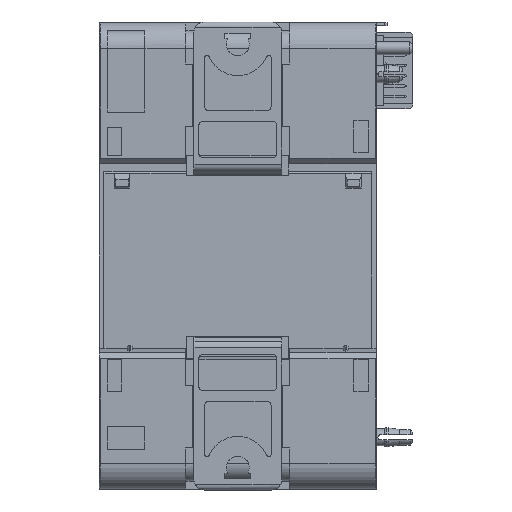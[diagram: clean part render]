
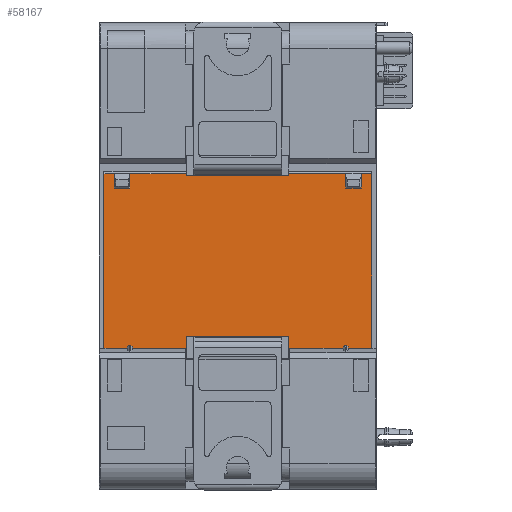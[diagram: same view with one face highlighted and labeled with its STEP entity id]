
A CAD part, front view. The second image highlights one B-rep face of the part: STEP entity #58167.
In plain terms, the highlighted planar face has unit normal (0, -1, 0).
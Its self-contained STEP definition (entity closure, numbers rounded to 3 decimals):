
#29374=DIRECTION('',(-1.,0.,0.));
#29375=VECTOR('',#29374,0.15);
#29376=CARTESIAN_POINT('',(-9.85,5.6,-19.425));
#29377=LINE('',#29376,#29375);
#29381=DIRECTION('',(0.,0.,1.));
#29382=VECTOR('',#29381,1.625);
#29383=CARTESIAN_POINT('',(-10.,5.6,-19.425));
#29384=LINE('',#29383,#29382);
#29388=DIRECTION('',(-1.,0.,0.));
#29389=VECTOR('',#29388,10.3);
#29390=CARTESIAN_POINT('',(-10.,5.6,-17.8));
#29391=LINE('',#29390,#29389);
#29395=DIRECTION('',(0.,0.,1.));
#29396=VECTOR('',#29395,0.286);
#29397=CARTESIAN_POINT('',(-20.3,5.6,-17.8));
#29398=LINE('',#29397,#29396);
#29402=DIRECTION('',(-1.,0.,0.));
#29403=VECTOR('',#29402,0.399);
#29404=CARTESIAN_POINT('',(-20.6,5.6,-17.2));
#29405=LINE('',#29404,#29403);
#29409=DIRECTION('',(0.,0.,1.));
#29410=VECTOR('',#29409,0.286);
#29411=CARTESIAN_POINT('',(-21.3,5.6,-17.8));
#29412=LINE('',#29411,#29410);
#29416=DIRECTION('',(-1.,0.,0.));
#29417=VECTOR('',#29416,4.5);
#29418=CARTESIAN_POINT('',(-21.3,5.6,-17.8));
#29419=LINE('',#29418,#29417);
#29423=DIRECTION('',(0.,0.,-1.));
#29424=VECTOR('',#29423,33.7);
#29425=CARTESIAN_POINT('',(-25.8,5.6,15.9));
#29426=LINE('',#29425,#29424);
#29430=DIRECTION('',(1.,0.,0.));
#29431=VECTOR('',#29430,2.);
#29432=CARTESIAN_POINT('',(-25.8,5.6,15.9));
#29433=LINE('',#29432,#29431);
#29437=DIRECTION('',(0.,0.,-1.));
#29438=VECTOR('',#29437,2.8);
#29439=CARTESIAN_POINT('',(-23.8,5.6,15.9));
#29440=LINE('',#29439,#29438);
#29444=DIRECTION('',(1.,0.,0.));
#29445=VECTOR('',#29444,3.);
#29446=CARTESIAN_POINT('',(-23.8,5.6,13.1));
#29447=LINE('',#29446,#29445);
#29451=DIRECTION('',(0.,0.,1.));
#29452=VECTOR('',#29451,2.8);
#29453=CARTESIAN_POINT('',(-20.8,5.6,13.1));
#29454=LINE('',#29453,#29452);
#29458=DIRECTION('',(1.,0.,0.));
#29459=VECTOR('',#29458,41.6);
#29460=CARTESIAN_POINT('',(-20.8,5.6,15.9));
#29461=LINE('',#29460,#29459);
#29465=DIRECTION('',(0.,0.,-1.));
#29466=VECTOR('',#29465,2.8);
#29467=CARTESIAN_POINT('',(20.8,5.6,15.9));
#29468=LINE('',#29467,#29466);
#29472=DIRECTION('',(1.,0.,0.));
#29473=VECTOR('',#29472,3.);
#29474=CARTESIAN_POINT('',(20.8,5.6,13.1));
#29475=LINE('',#29474,#29473);
#29479=DIRECTION('',(0.,0.,1.));
#29480=VECTOR('',#29479,2.8);
#29481=CARTESIAN_POINT('',(23.8,5.6,13.1));
#29482=LINE('',#29481,#29480);
#29486=DIRECTION('',(1.,0.,0.));
#29487=VECTOR('',#29486,2.);
#29488=CARTESIAN_POINT('',(23.8,5.6,15.9));
#29489=LINE('',#29488,#29487);
#29493=DIRECTION('',(0.,0.,-1.));
#29494=VECTOR('',#29493,33.7);
#29495=CARTESIAN_POINT('',(25.8,5.6,15.9));
#29496=LINE('',#29495,#29494);
#29500=DIRECTION('',(-1.,0.,0.));
#29501=VECTOR('',#29500,4.5);
#29502=CARTESIAN_POINT('',(25.8,5.6,-17.8));
#29503=LINE('',#29502,#29501);
#29507=DIRECTION('',(0.,0.,1.));
#29508=VECTOR('',#29507,0.286);
#29509=CARTESIAN_POINT('',(21.3,5.6,-17.8));
#29510=LINE('',#29509,#29508);
#29514=DIRECTION('',(1.,0.,0.));
#29515=VECTOR('',#29514,0.399);
#29516=CARTESIAN_POINT('',(20.6,5.6,-17.2));
#29517=LINE('',#29516,#29515);
#29521=DIRECTION('',(0.,0.,1.));
#29522=VECTOR('',#29521,0.286);
#29523=CARTESIAN_POINT('',(20.3,5.6,-17.8));
#29524=LINE('',#29523,#29522);
#29528=DIRECTION('',(-1.,0.,0.));
#29529=VECTOR('',#29528,10.3);
#29530=CARTESIAN_POINT('',(20.3,5.6,-17.8));
#29531=LINE('',#29530,#29529);
#29535=DIRECTION('',(-1.,0.,0.));
#29536=VECTOR('',#29535,0.15);
#29537=CARTESIAN_POINT('',(10.,5.6,-19.425));
#29538=LINE('',#29537,#29536);
#29542=DIRECTION('',(0.,0.,-1.));
#29543=VECTOR('',#29542,1.975);
#29544=CARTESIAN_POINT('',(-9.85,5.6,-17.45));
#29545=LINE('',#29544,#29543);
#29591=DIRECTION('',(1.,0.,0.));
#29592=VECTOR('',#29591,19.7);
#29593=CARTESIAN_POINT('',(-9.85,5.6,-17.45));
#29594=LINE('',#29593,#29592);
#29605=DIRECTION('',(0.,0.,1.));
#29606=VECTOR('',#29605,1.975);
#29607=CARTESIAN_POINT('',(9.85,5.6,-19.425));
#29608=LINE('',#29607,#29606);
#29755=DIRECTION('',(0.,0.,1.));
#29756=VECTOR('',#29755,1.625);
#29757=CARTESIAN_POINT('',(10.,5.6,-19.425));
#29758=LINE('',#29757,#29756);
#29825=DIRECTION('',(0.692,0.,0.722));
#29826=VECTOR('',#29825,0.434);
#29827=CARTESIAN_POINT('',(20.3,5.6,-17.514));
#29828=LINE('',#29827,#29826);
#29860=DIRECTION('',(0.692,0.,-0.722));
#29861=VECTOR('',#29860,0.434);
#29862=CARTESIAN_POINT('',(21.,5.6,-17.2));
#29863=LINE('',#29862,#29861);
#31916=DIRECTION('',(0.692,0.,-0.722));
#31917=VECTOR('',#31916,0.434);
#31918=CARTESIAN_POINT('',(-20.6,5.6,-17.2));
#31919=LINE('',#31918,#31917);
#31937=DIRECTION('',(0.692,0.,0.722));
#31938=VECTOR('',#31937,0.434);
#31939=CARTESIAN_POINT('',(-21.3,5.6,-17.514));
#31940=LINE('',#31939,#31938);
#36761=CARTESIAN_POINT('',(25.8,5.6,-17.8));
#36763=VERTEX_POINT('',#36761);
#36767=CARTESIAN_POINT('',(25.8,5.6,15.9));
#36768=VERTEX_POINT('',#36767);
#36789=CARTESIAN_POINT('',(-25.8,5.6,15.9));
#36790=CARTESIAN_POINT('',(-25.8,5.6,-17.8));
#36791=VERTEX_POINT('',#36789);
#36792=VERTEX_POINT('',#36790);
#36947=CARTESIAN_POINT('',(-10.,5.6,-17.8));
#36948=VERTEX_POINT('',#36947);
#36949=CARTESIAN_POINT('',(10.,5.6,-17.8));
#36950=VERTEX_POINT('',#36949);
#37169=CARTESIAN_POINT('',(21.,5.6,-17.2));
#37170=CARTESIAN_POINT('',(21.3,5.6,-17.514));
#37171=VERTEX_POINT('',#37169);
#37172=VERTEX_POINT('',#37170);
#37173=CARTESIAN_POINT('',(20.3,5.6,-17.514));
#37174=CARTESIAN_POINT('',(20.6,5.6,-17.2));
#37175=VERTEX_POINT('',#37173);
#37176=VERTEX_POINT('',#37174);
#37177=CARTESIAN_POINT('',(21.3,5.6,-17.8));
#37178=VERTEX_POINT('',#37177);
#37179=CARTESIAN_POINT('',(20.3,5.6,-17.8));
#37180=VERTEX_POINT('',#37179);
#37189=CARTESIAN_POINT('',(-21.3,5.6,-17.514));
#37190=CARTESIAN_POINT('',(-21.,5.6,-17.2));
#37191=VERTEX_POINT('',#37189);
#37192=VERTEX_POINT('',#37190);
#37193=CARTESIAN_POINT('',(-20.6,5.6,-17.2));
#37194=CARTESIAN_POINT('',(-20.3,5.6,-17.514));
#37195=VERTEX_POINT('',#37193);
#37196=VERTEX_POINT('',#37194);
#37197=CARTESIAN_POINT('',(-20.3,5.6,-17.8));
#37198=VERTEX_POINT('',#37197);
#37199=CARTESIAN_POINT('',(-21.3,5.6,-17.8));
#37200=VERTEX_POINT('',#37199);
#37209=CARTESIAN_POINT('',(20.8,5.6,13.1));
#37210=CARTESIAN_POINT('',(23.8,5.6,13.1));
#37211=VERTEX_POINT('',#37209);
#37212=VERTEX_POINT('',#37210);
#37213=CARTESIAN_POINT('',(-23.8,5.6,13.1));
#37214=CARTESIAN_POINT('',(-20.8,5.6,13.1));
#37215=VERTEX_POINT('',#37213);
#37216=VERTEX_POINT('',#37214);
#37217=CARTESIAN_POINT('',(23.8,5.6,15.9));
#37218=CARTESIAN_POINT('',(20.8,5.6,15.9));
#37219=VERTEX_POINT('',#37217);
#37220=VERTEX_POINT('',#37218);
#37221=CARTESIAN_POINT('',(-20.8,5.6,15.9));
#37222=CARTESIAN_POINT('',(-23.8,5.6,15.9));
#37223=VERTEX_POINT('',#37221);
#37224=VERTEX_POINT('',#37222);
#37269=CARTESIAN_POINT('',(-10.,5.6,-19.425));
#37270=VERTEX_POINT('',#37269);
#37285=CARTESIAN_POINT('',(10.,5.6,-19.425));
#37286=VERTEX_POINT('',#37285);
#37548=CARTESIAN_POINT('',(-9.85,5.6,-17.45));
#37549=CARTESIAN_POINT('',(-9.85,5.6,-19.425));
#37550=VERTEX_POINT('',#37548);
#37551=VERTEX_POINT('',#37549);
#37574=CARTESIAN_POINT('',(9.85,5.6,-19.425));
#37575=CARTESIAN_POINT('',(9.85,5.6,-17.45));
#37576=VERTEX_POINT('',#37574);
#37577=VERTEX_POINT('',#37575);
#58103=CARTESIAN_POINT('',(26.7,5.6,-17.8));
#58104=DIRECTION('',(0.,1.,0.));
#58105=DIRECTION('',(0.,0.,1.));
#58106=AXIS2_PLACEMENT_3D('',#58103,#58104,#58105);
#58107=PLANE('',#58106);
#58109=ORIENTED_EDGE('',*,*,#58108,.T.);
#58111=ORIENTED_EDGE('',*,*,#58110,.T.);
#58113=ORIENTED_EDGE('',*,*,#58112,.T.);
#58114=ORIENTED_EDGE('',*,*,#57853,.T.);
#58116=ORIENTED_EDGE('',*,*,#58115,.T.);
#58118=ORIENTED_EDGE('',*,*,#58117,.F.);
#58120=ORIENTED_EDGE('',*,*,#58119,.T.);
#58122=ORIENTED_EDGE('',*,*,#58121,.F.);
#58124=ORIENTED_EDGE('',*,*,#58123,.F.);
#58125=ORIENTED_EDGE('',*,*,#57843,.T.);
#58126=ORIENTED_EDGE('',*,*,#57341,.F.);
#58127=ORIENTED_EDGE('',*,*,#57367,.T.);
#58129=ORIENTED_EDGE('',*,*,#58128,.T.);
#58131=ORIENTED_EDGE('',*,*,#58130,.T.);
#58133=ORIENTED_EDGE('',*,*,#58132,.T.);
#58134=ORIENTED_EDGE('',*,*,#57363,.T.);
#58136=ORIENTED_EDGE('',*,*,#58135,.T.);
#58138=ORIENTED_EDGE('',*,*,#58137,.T.);
#58140=ORIENTED_EDGE('',*,*,#58139,.T.);
#58141=ORIENTED_EDGE('',*,*,#57359,.T.);
#58142=ORIENTED_EDGE('',*,*,#57385,.T.);
#58144=ORIENTED_EDGE('',*,*,#58143,.T.);
#58146=ORIENTED_EDGE('',*,*,#58145,.T.);
#58148=ORIENTED_EDGE('',*,*,#58147,.F.);
#58150=ORIENTED_EDGE('',*,*,#58149,.F.);
#58152=ORIENTED_EDGE('',*,*,#58151,.F.);
#58154=ORIENTED_EDGE('',*,*,#58153,.F.);
#58156=ORIENTED_EDGE('',*,*,#58155,.T.);
#58158=ORIENTED_EDGE('',*,*,#58157,.F.);
#58160=ORIENTED_EDGE('',*,*,#58159,.T.);
#58162=ORIENTED_EDGE('',*,*,#58161,.T.);
#58164=ORIENTED_EDGE('',*,*,#58163,.F.);
#58165=EDGE_LOOP('',(#58109,#58111,#58113,#58114,#58116,#58118,#58120,#58122,
#58124,#58125,#58126,#58127,#58129,#58131,#58133,#58134,#58136,#58138,#58140,
#58141,#58142,#58144,#58146,#58148,#58150,#58152,#58154,#58156,#58158,#58160,
#58162,#58164));
#58166=FACE_OUTER_BOUND('',#58165,.F.);
#57341=EDGE_CURVE('',#36791,#36792,#29426,.T.);
#57359=EDGE_CURVE('',#37219,#36768,#29489,.T.);
#57363=EDGE_CURVE('',#37223,#37220,#29461,.T.);
#57367=EDGE_CURVE('',#36791,#37224,#29433,.T.);
#57385=EDGE_CURVE('',#36768,#36763,#29496,.T.);
#57843=EDGE_CURVE('',#37200,#36792,#29419,.T.);
#57853=EDGE_CURVE('',#36948,#37198,#29391,.T.);
#58108=EDGE_CURVE('',#37550,#37551,#29545,.T.);
#58110=EDGE_CURVE('',#37551,#37270,#29377,.T.);
#58112=EDGE_CURVE('',#37270,#36948,#29384,.T.);
#58115=EDGE_CURVE('',#37198,#37196,#29398,.T.);
#58117=EDGE_CURVE('',#37195,#37196,#31919,.T.);
#58119=EDGE_CURVE('',#37195,#37192,#29405,.T.);
#58121=EDGE_CURVE('',#37191,#37192,#31940,.T.);
#58123=EDGE_CURVE('',#37200,#37191,#29412,.T.);
#58128=EDGE_CURVE('',#37224,#37215,#29440,.T.);
#58130=EDGE_CURVE('',#37215,#37216,#29447,.T.);
#58132=EDGE_CURVE('',#37216,#37223,#29454,.T.);
#58135=EDGE_CURVE('',#37220,#37211,#29468,.T.);
#58137=EDGE_CURVE('',#37211,#37212,#29475,.T.);
#58139=EDGE_CURVE('',#37212,#37219,#29482,.T.);
#58143=EDGE_CURVE('',#36763,#37178,#29503,.T.);
#58145=EDGE_CURVE('',#37178,#37172,#29510,.T.);
#58147=EDGE_CURVE('',#37171,#37172,#29863,.T.);
#58149=EDGE_CURVE('',#37176,#37171,#29517,.T.);
#58151=EDGE_CURVE('',#37175,#37176,#29828,.T.);
#58153=EDGE_CURVE('',#37180,#37175,#29524,.T.);
#58155=EDGE_CURVE('',#37180,#36950,#29531,.T.);
#58157=EDGE_CURVE('',#37286,#36950,#29758,.T.);
#58159=EDGE_CURVE('',#37286,#37576,#29538,.T.);
#58161=EDGE_CURVE('',#37576,#37577,#29608,.T.);
#58163=EDGE_CURVE('',#37550,#37577,#29594,.T.);
#58167=ADVANCED_FACE('',(#58166),#58107,.F.);
